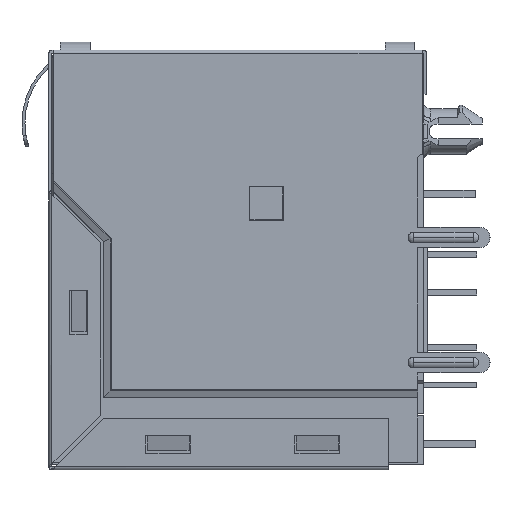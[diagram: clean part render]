
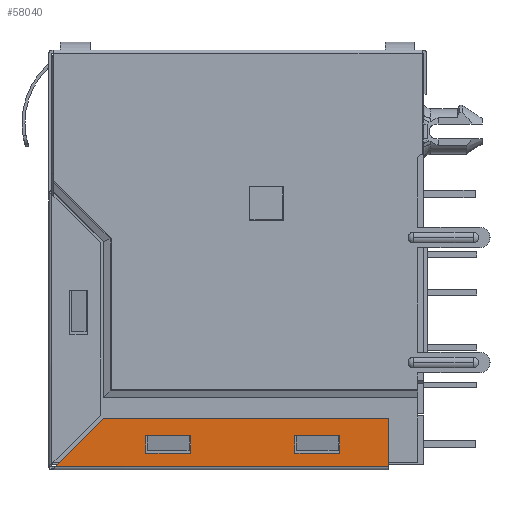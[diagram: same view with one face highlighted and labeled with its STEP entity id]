
A CAD part, left-side view. The second image highlights one B-rep face of the part: STEP entity #58040.
In plain terms, the highlighted planar face has unit normal (-1, 0, 0).
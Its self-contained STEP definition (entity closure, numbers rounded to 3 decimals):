
#347 = EDGE_CURVE ( 'NONE', #6686, #72847, #74281, .T. ) ;
#591 = CARTESIAN_POINT ( 'NONE',  ( -31.88, 9.005, -24.43 ) ) ;
#988 = CARTESIAN_POINT ( 'NONE',  ( -31.88, 1.055, -27.67 ) ) ;
#2128 = B_SPLINE_CURVE_WITH_KNOTS ( 'NONE', 1,
 ( #72066, #53649 ),
 .UNSPECIFIED., .F., .F.,
 ( 2, 2 ),
 ( 0., 1. ),
 .UNSPECIFIED. ) ;
#3254 = LINE ( 'NONE', #988, #53687 ) ;
#4031 = ORIENTED_EDGE ( 'NONE', *, *, #55730, .T. ) ;
#5812 = ORIENTED_EDGE ( 'NONE', *, *, #19547, .T. ) ;
#6117 = CARTESIAN_POINT ( 'NONE',  ( -31.88, -6.835, -25.58 ) ) ;
#6686 = VERTEX_POINT ( 'NONE', #49448 ) ;
#6786 = VERTEX_POINT ( 'NONE', #57259 ) ;
#7370 = EDGE_CURVE ( 'NONE', #75315, #6686, #43459, .T. ) ;
#12535 = ORIENTED_EDGE ( 'NONE', *, *, #28477, .T. ) ;
#14324 = CARTESIAN_POINT ( 'NONE',  ( -31.88, 6.165, -25.58 ) ) ;
#15604 = VERTEX_POINT ( 'NONE', #35201 ) ;
#17106 = CARTESIAN_POINT ( 'NONE',  ( -31.88, -3.835, -26.78 ) ) ;
#17517 = EDGE_CURVE ( 'NONE', #46037, #42198, #3254, .T. ) ;
#17700 = FACE_OUTER_BOUND ( 'NONE', #39937, .T. ) ;
#18345 = EDGE_CURVE ( 'NONE', #79424, #42198, #2128, .T. ) ;
#18517 = EDGE_LOOP ( 'NONE', ( #33384, #5812, #12535, #62604 ) ) ;
#18660 = FACE_BOUND ( 'NONE', #36130, .T. ) ;
#19066 = ORIENTED_EDGE ( 'NONE', *, *, #21698, .T. ) ;
#19389 = CARTESIAN_POINT ( 'NONE',  ( -31.88, -6.835, -26.78 ) ) ;
#19547 = EDGE_CURVE ( 'NONE', #15604, #62742, #64712, .T. ) ;
#19850 = AXIS2_PLACEMENT_3D ( 'NONE', #53383, #47936, #59807 ) ;
#20359 = CARTESIAN_POINT ( 'NONE',  ( -31.88, 6.165, -25.58 ) ) ;
#21698 = EDGE_CURVE ( 'NONE', #79424, #78986, #23986, .T. ) ;
#23880 = B_SPLINE_CURVE_WITH_KNOTS ( 'NONE', 1,
 ( #65149, #70344 ),
 .UNSPECIFIED., .F., .F.,
 ( 2, 2 ),
 ( 0., 1. ),
 .UNSPECIFIED. ) ;
#23986 = B_SPLINE_CURVE_WITH_KNOTS ( 'NONE', 1,
 ( #66806, #42466 ),
 .UNSPECIFIED., .F., .F.,
 ( 2, 2 ),
 ( 0., 1. ),
 .UNSPECIFIED. ) ;
#24703 = CARTESIAN_POINT ( 'NONE',  ( -31.88, 6.165, -26.78 ) ) ;
#26229 = DIRECTION ( 'NONE',  ( 0., -1., 0. ) ) ;
#27184 = B_SPLINE_CURVE_WITH_KNOTS ( 'NONE', 1,
 ( #14324, #76600 ),
 .UNSPECIFIED., .F., .F.,
 ( 2, 2 ),
 ( 0., 1. ),
 .UNSPECIFIED. ) ;
#28477 = EDGE_CURVE ( 'NONE', #62742, #32911, #36388, .T. ) ;
#28890 = CARTESIAN_POINT ( 'NONE',  ( -31.88, -6.835, -25.58 ) ) ;
#29062 = VERTEX_POINT ( 'NONE', #58085 ) ;
#30260 = ORIENTED_EDGE ( 'NONE', *, *, #347, .T. ) ;
#31864 = ORIENTED_EDGE ( 'NONE', *, *, #17517, .T. ) ;
#32911 = VERTEX_POINT ( 'NONE', #20359 ) ;
#33075 = B_SPLINE_CURVE_WITH_KNOTS ( 'NONE', 1,
 ( #591, #50521 ),
 .UNSPECIFIED., .F., .F.,
 ( 2, 2 ),
 ( 0., 1. ),
 .UNSPECIFIED. ) ;
#33384 = ORIENTED_EDGE ( 'NONE', *, *, #49336, .T. ) ;
#33949 = ORIENTED_EDGE ( 'NONE', *, *, #7370, .T. ) ;
#35201 = CARTESIAN_POINT ( 'NONE',  ( -31.88, 3.165, -26.78 ) ) ;
#36130 = EDGE_LOOP ( 'NONE', ( #4031, #37125, #33949, #30260 ) ) ;
#36388 = B_SPLINE_CURVE_WITH_KNOTS ( 'NONE', 1,
 ( #51704, #70419 ),
 .UNSPECIFIED., .F., .F.,
 ( 2, 2 ),
 ( 0., 1. ),
 .UNSPECIFIED. ) ;
#37125 = ORIENTED_EDGE ( 'NONE', *, *, #67271, .T. ) ;
#37433 = CARTESIAN_POINT ( 'NONE',  ( -31.88, -3.835, -26.78 ) ) ;
#39283 = CARTESIAN_POINT ( 'NONE',  ( -31.88, -3.835, -25.58 ) ) ;
#39937 = EDGE_LOOP ( 'NONE', ( #61701, #19066, #48034, #31864 ) ) ;
#41525 = CARTESIAN_POINT ( 'NONE',  ( -31.88, -3.835, -26.78 ) ) ;
#41902 = CARTESIAN_POINT ( 'NONE',  ( -31.88, -3.835, -25.58 ) ) ;
#42198 = VERTEX_POINT ( 'NONE', #73727 ) ;
#42466 = CARTESIAN_POINT ( 'NONE',  ( -31.88, 9.005, -24.43 ) ) ;
#43459 = B_SPLINE_CURVE_WITH_KNOTS ( 'NONE', 1,
 ( #37433, #39283 ),
 .UNSPECIFIED., .F., .F.,
 ( 2, 2 ),
 ( 0., 1. ),
 .UNSPECIFIED. ) ;
#43921 = CARTESIAN_POINT ( 'NONE',  ( -31.88, 3.165, -26.78 ) ) ;
#46037 = VERTEX_POINT ( 'NONE', #70763 ) ;
#47936 = DIRECTION ( 'NONE',  ( -1., 0., 0. ) ) ;
#48034 = ORIENTED_EDGE ( 'NONE', *, *, #74978, .T. ) ;
#49336 = EDGE_CURVE ( 'NONE', #6786, #15604, #23880, .T. ) ;
#49448 = CARTESIAN_POINT ( 'NONE',  ( -31.88, -3.835, -25.58 ) ) ;
#50521 = CARTESIAN_POINT ( 'NONE',  ( -31.88, 12.245, -27.67 ) ) ;
#51704 = CARTESIAN_POINT ( 'NONE',  ( -31.88, 6.165, -26.78 ) ) ;
#53383 = CARTESIAN_POINT ( 'NONE',  ( -31.88, 12.693, -27.79 ) ) ;
#53649 = CARTESIAN_POINT ( 'NONE',  ( -31.88, -10.135, -27.67 ) ) ;
#53687 = VECTOR ( 'NONE', #26229, 1000. ) ;
#55730 = EDGE_CURVE ( 'NONE', #72847, #29062, #64746, .T. ) ;
#55856 = CARTESIAN_POINT ( 'NONE',  ( -31.88, 6.165, -26.78 ) ) ;
#57259 = CARTESIAN_POINT ( 'NONE',  ( -31.88, 3.165, -25.58 ) ) ;
#58040 = ADVANCED_FACE ( 'NONE', ( #17700, #18660, #66158 ), #65795, .T. ) ;
#58085 = CARTESIAN_POINT ( 'NONE',  ( -31.88, -6.835, -26.78 ) ) ;
#59807 = DIRECTION ( 'NONE',  ( 0., -1., 0. ) ) ;
#61701 = ORIENTED_EDGE ( 'NONE', *, *, #18345, .F. ) ;
#62496 = CARTESIAN_POINT ( 'NONE',  ( -31.88, -6.835, -25.58 ) ) ;
#62604 = ORIENTED_EDGE ( 'NONE', *, *, #64579, .T. ) ;
#62742 = VERTEX_POINT ( 'NONE', #55856 ) ;
#64579 = EDGE_CURVE ( 'NONE', #32911, #6786, #27184, .T. ) ;
#64712 = B_SPLINE_CURVE_WITH_KNOTS ( 'NONE', 1,
 ( #43921, #24703 ),
 .UNSPECIFIED., .F., .F.,
 ( 2, 2 ),
 ( 0., 1. ),
 .UNSPECIFIED. ) ;
#64746 = B_SPLINE_CURVE_WITH_KNOTS ( 'NONE', 1,
 ( #6117, #19389 ),
 .UNSPECIFIED., .F., .F.,
 ( 2, 2 ),
 ( 0., 1. ),
 .UNSPECIFIED. ) ;
#65149 = CARTESIAN_POINT ( 'NONE',  ( -31.88, 3.165, -25.58 ) ) ;
#65795 = PLANE ( 'NONE',  #19850 ) ;
#66158 = FACE_BOUND ( 'NONE', #18517, .T. ) ;
#66806 = CARTESIAN_POINT ( 'NONE',  ( -31.88, -10.135, -24.43 ) ) ;
#66989 = CARTESIAN_POINT ( 'NONE',  ( -31.88, -6.835, -26.78 ) ) ;
#67271 = EDGE_CURVE ( 'NONE', #29062, #75315, #69876, .T. ) ;
#69876 = B_SPLINE_CURVE_WITH_KNOTS ( 'NONE', 1,
 ( #66989, #17106 ),
 .UNSPECIFIED., .F., .F.,
 ( 2, 2 ),
 ( 0., 1. ),
 .UNSPECIFIED. ) ;
#70344 = CARTESIAN_POINT ( 'NONE',  ( -31.88, 3.165, -26.78 ) ) ;
#70419 = CARTESIAN_POINT ( 'NONE',  ( -31.88, 6.165, -25.58 ) ) ;
#70763 = CARTESIAN_POINT ( 'NONE',  ( -31.88, 12.245, -27.67 ) ) ;
#70815 = CARTESIAN_POINT ( 'NONE',  ( -31.88, -10.135, -24.43 ) ) ;
#72066 = CARTESIAN_POINT ( 'NONE',  ( -31.88, -10.135, -24.43 ) ) ;
#72847 = VERTEX_POINT ( 'NONE', #62496 ) ;
#73012 = CARTESIAN_POINT ( 'NONE',  ( -31.88, 9.005, -24.43 ) ) ;
#73727 = CARTESIAN_POINT ( 'NONE',  ( -31.88, -10.135, -27.67 ) ) ;
#74281 = B_SPLINE_CURVE_WITH_KNOTS ( 'NONE', 1,
 ( #41902, #28890 ),
 .UNSPECIFIED., .F., .F.,
 ( 2, 2 ),
 ( 0., 1. ),
 .UNSPECIFIED. ) ;
#74978 = EDGE_CURVE ( 'NONE', #78986, #46037, #33075, .T. ) ;
#75315 = VERTEX_POINT ( 'NONE', #41525 ) ;
#76600 = CARTESIAN_POINT ( 'NONE',  ( -31.88, 3.165, -25.58 ) ) ;
#78986 = VERTEX_POINT ( 'NONE', #73012 ) ;
#79424 = VERTEX_POINT ( 'NONE', #70815 ) ;
